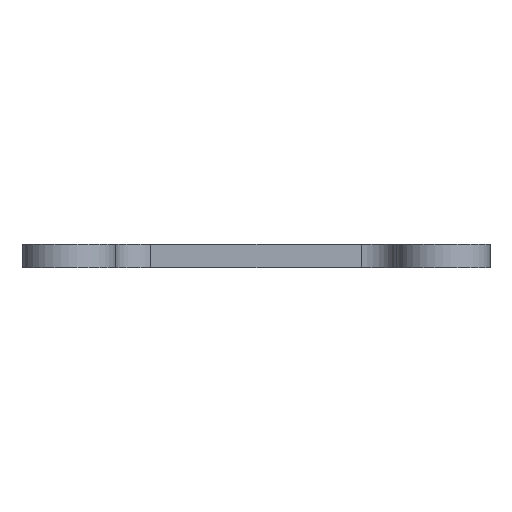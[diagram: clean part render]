
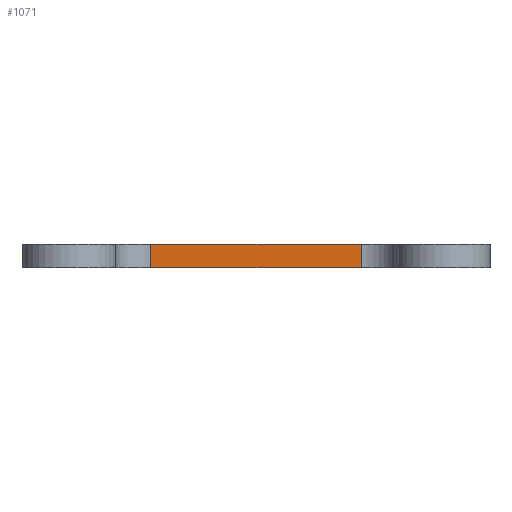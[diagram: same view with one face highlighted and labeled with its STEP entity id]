
A CAD part, front view. The second image highlights one B-rep face of the part: STEP entity #1071.
In plain terms, the highlighted planar face has unit normal (0, -1, 0).
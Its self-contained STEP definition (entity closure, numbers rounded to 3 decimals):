
#55=PLANE('',#1190);
#107=FACE_OUTER_BOUND('',#160,.T.);
#160=EDGE_LOOP('',(#882,#883,#884,#885));
#275=LINE('',#1803,#374);
#276=LINE('',#1806,#375);
#277=LINE('',#1808,#376);
#278=LINE('',#1809,#377);
#374=VECTOR('',#1491,10.);
#375=VECTOR('',#1494,10.);
#376=VECTOR('',#1495,10.);
#377=VECTOR('',#1496,10.);
#531=VERTEX_POINT('',#1799);
#532=VERTEX_POINT('',#1801);
#533=VERTEX_POINT('',#1805);
#534=VERTEX_POINT('',#1807);
#681=EDGE_CURVE('',#531,#532,#275,.T.);
#682=EDGE_CURVE('',#533,#531,#276,.T.);
#683=EDGE_CURVE('',#534,#532,#277,.T.);
#684=EDGE_CURVE('',#533,#534,#278,.T.);
#882=ORIENTED_EDGE('',*,*,#682,.T.);
#883=ORIENTED_EDGE('',*,*,#681,.T.);
#884=ORIENTED_EDGE('',*,*,#683,.F.);
#885=ORIENTED_EDGE('',*,*,#684,.F.);
#1071=ADVANCED_FACE('',(#107),#55,.T.);
#1190=AXIS2_PLACEMENT_3D('',#1804,#1492,#1493);
#1491=DIRECTION('',(0.,0.,1.));
#1492=DIRECTION('center_axis',(0.,-1.,0.));
#1493=DIRECTION('ref_axis',(1.,0.,0.));
#1494=DIRECTION('',(1.,0.,0.));
#1495=DIRECTION('',(1.,0.,0.));
#1496=DIRECTION('',(0.,0.,1.));
#1799=CARTESIAN_POINT('',(-197.017,-70.483,0.));
#1801=CARTESIAN_POINT('',(-197.017,-70.483,1.));
#1803=CARTESIAN_POINT('',(-197.017,-70.483,0.));
#1804=CARTESIAN_POINT('Origin',(-206.017,-70.483,0.));
#1805=CARTESIAN_POINT('',(-206.017,-70.483,0.));
#1806=CARTESIAN_POINT('',(-206.017,-70.483,0.));
#1807=CARTESIAN_POINT('',(-206.017,-70.483,1.));
#1808=CARTESIAN_POINT('',(-206.017,-70.483,1.));
#1809=CARTESIAN_POINT('',(-206.017,-70.483,0.));
